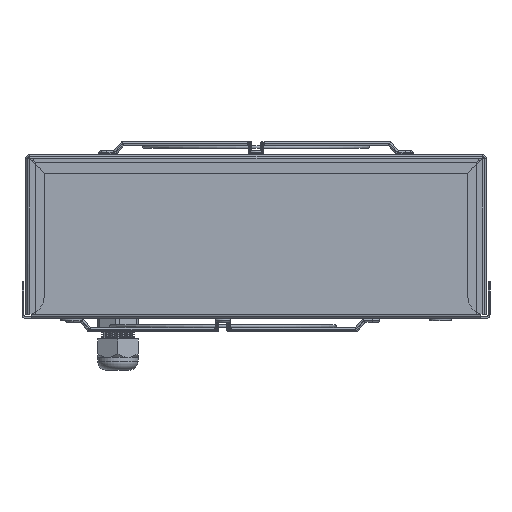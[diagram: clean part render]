
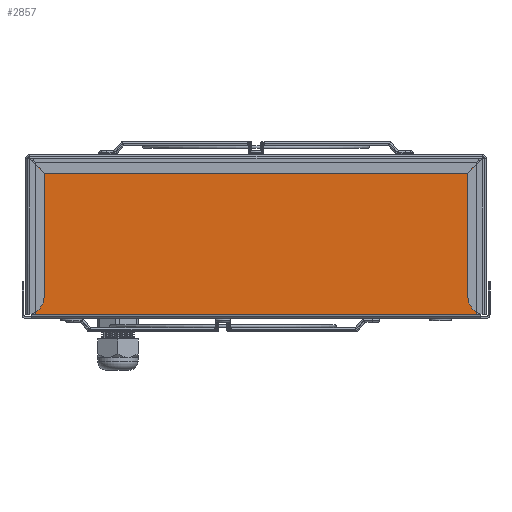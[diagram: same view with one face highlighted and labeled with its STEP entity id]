
A CAD part, left-side view. The second image highlights one B-rep face of the part: STEP entity #2857.
In plain terms, the highlighted planar face has unit normal (-1, 0, 0).
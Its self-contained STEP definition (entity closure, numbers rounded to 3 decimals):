
#2857 = ADVANCED_FACE( '', ( #5457 ), #5458, .T. );
#5457 = FACE_OUTER_BOUND( '', #12112, .T. );
#5458 = PLANE( '', #12113 );
#12112 = EDGE_LOOP( '', ( #18203, #18204, #18205, #18206, #18207, #18208 ) );
#12113 = AXIS2_PLACEMENT_3D( '', #18209, #18210, #18211 );
#18203 = ORIENTED_EDGE( '', *, *, #21388, .F. );
#18204 = ORIENTED_EDGE( '', *, *, #19346, .T. );
#18205 = ORIENTED_EDGE( '', *, *, #20748, .T. );
#18206 = ORIENTED_EDGE( '', *, *, #20962, .T. );
#18207 = ORIENTED_EDGE( '', *, *, #20830, .F. );
#18208 = ORIENTED_EDGE( '', *, *, #20898, .F. );
#18209 = CARTESIAN_POINT( '', ( -388., 122., 1. ) );
#18210 = DIRECTION( '', ( -1., 0., 0. ) );
#18211 = DIRECTION( '', ( 0., 0., 1. ) );
#19346 = EDGE_CURVE( '', #23295, #23301, #23303, .T. );
#20748 = EDGE_CURVE( '', #23301, #25500, #25501, .T. );
#20830 = EDGE_CURVE( '', #25227, #25614, #25615, .T. );
#20898 = EDGE_CURVE( '', #23378, #25227, #25701, .T. );
#20962 = EDGE_CURVE( '', #25500, #25614, #25777, .T. );
#21388 = EDGE_CURVE( '', #23295, #23378, #26260, .T. );
#23295 = VERTEX_POINT( '', #27429 );
#23301 = VERTEX_POINT( '', #27436 );
#23303 = LINE( '', #27438, #27439 );
#23378 = VERTEX_POINT( '', #27562 );
#25227 = VERTEX_POINT( '', #31064 );
#25500 = VERTEX_POINT( '', #31582 );
#25501 = LINE( '', #31583, #31584 );
#25614 = VERTEX_POINT( '', #31748 );
#25615 = LINE( '', #31749, #31750 );
#25701 = LINE( '', #31875, #31876 );
#25777 = LINE( '', #32090, #32091 );
#26260 = LINE( '', #32915, #32916 );
#27429 = CARTESIAN_POINT( '', ( -388., 119.79, 84.79 ) );
#27436 = CARTESIAN_POINT( '', ( -388., 119.79, 2.212 ) );
#27438 = CARTESIAN_POINT( '', ( -388., 119.79, 2.212 ) );
#27439 = VECTOR( '', #33896, 1000. );
#27562 = CARTESIAN_POINT( '', ( -388., -119.79, 84.79 ) );
#31064 = CARTESIAN_POINT( '', ( -388., -119.79, 2.212 ) );
#31582 = CARTESIAN_POINT( '', ( -388., 119.79, 2.21 ) );
#31583 = CARTESIAN_POINT( '', ( -388., 119.79, 2.212 ) );
#31584 = VECTOR( '', #35343, 1000. );
#31748 = CARTESIAN_POINT( '', ( -388., -119.79, 2.21 ) );
#31749 = CARTESIAN_POINT( '', ( -388., -119.79, 2.212 ) );
#31750 = VECTOR( '', #35428, 1000. );
#31875 = CARTESIAN_POINT( '', ( -388., -119.79, 2.212 ) );
#31876 = VECTOR( '', #35486, 1000. );
#32090 = CARTESIAN_POINT( '', ( -388., 122., 2.21 ) );
#32091 = VECTOR( '', #35535, 1000. );
#32915 = CARTESIAN_POINT( '', ( -388., 119.79, 84.79 ) );
#32916 = VECTOR( '', #35797, 1000. );
#33896 = DIRECTION( '', ( 0., 0., -1. ) );
#35343 = DIRECTION( '', ( 0., 0., -1. ) );
#35428 = DIRECTION( '', ( 0., 0., -1. ) );
#35486 = DIRECTION( '', ( 0., 0., -1. ) );
#35535 = DIRECTION( '', ( 0., -1., 0. ) );
#35797 = DIRECTION( '', ( 0., -1., 0. ) );
